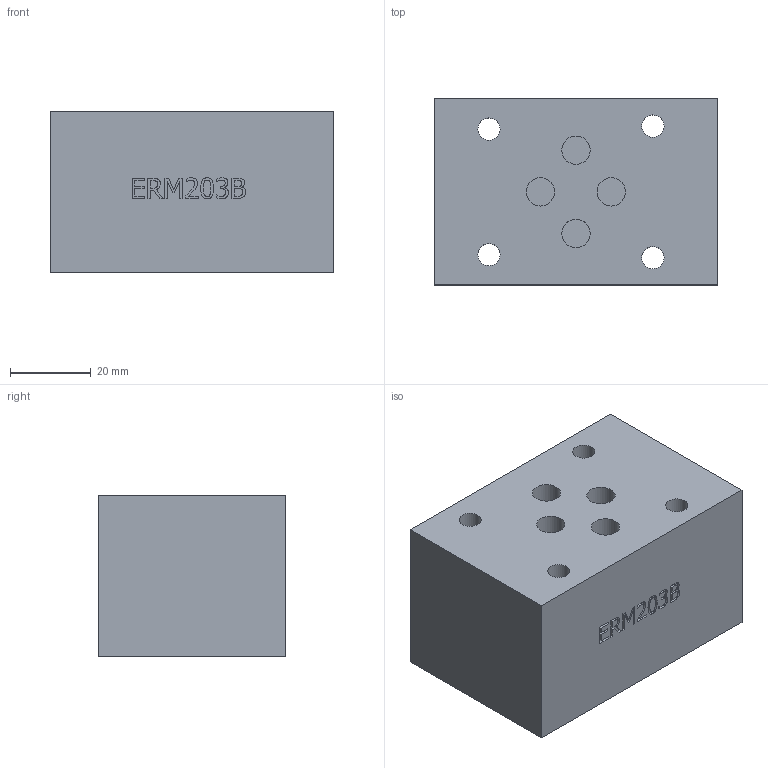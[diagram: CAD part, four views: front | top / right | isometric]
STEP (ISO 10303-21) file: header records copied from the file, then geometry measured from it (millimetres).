
FILE_DESCRIPTION(/* description */ (''),/* implementation_level */ '2;1');
FILE_NAME(/* name */ 'ERM203P.stp',/* time_stamp */ '2016-05-10T16:22:52+02:00',/* author */ ('Lemoine2'),/* organization */ (''),/* preprocessor_version */ 'ST-DEVELOPER v16.1',/* originating_system */ 'Autodesk Inventor 2016',/* authorisation */ '');
FILE_SCHEMA (('AUTOMOTIVE_DESIGN { 1 0 10303 214 3 1 1 }'));
Length unit declared in the file: millimetre
Products named in the file (1): ERM203P
Bounding box: 70 x 46 x 40 mm (x, y, z)
Volume: 121629.5 mm3; surface area: 20143.8 mm2
Topology: 1 solids, 1 shells, 168 faces, 445 edges, 298 vertices
Faces by surface type: plane 85, bspline 63, cylinder 16, cone 4
Full cylindrical faces by diameter (mm): 5.5 x4, 7 x8, 12 x4
Entity records: 5422 total; most frequent: CARTESIAN_POINT 1687, ORIENTED_EDGE 826, DIRECTION 531, EDGE_CURVE 413, VERTEX_POINT 286, LINE 255, VECTOR 255, EDGE_LOOP 215
